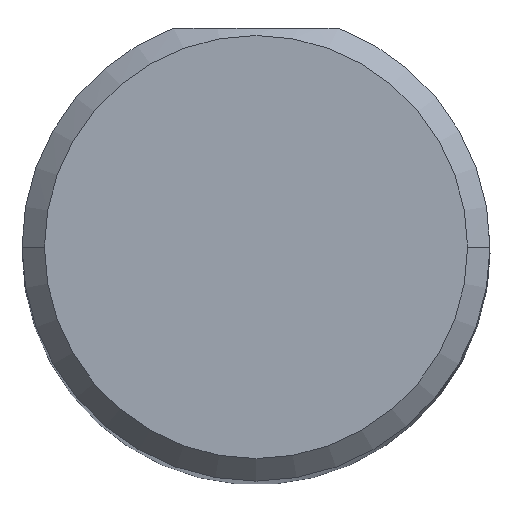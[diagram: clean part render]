
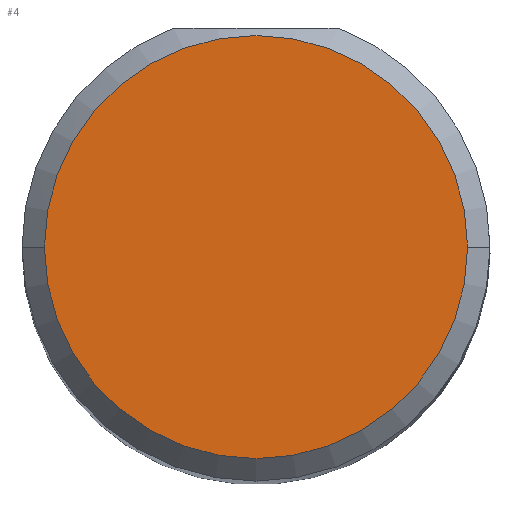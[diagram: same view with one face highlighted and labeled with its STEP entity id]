
A CAD part, top view. The second image highlights one B-rep face of the part: STEP entity #4.
In plain terms, the highlighted planar face has unit normal (0, 0, 1).
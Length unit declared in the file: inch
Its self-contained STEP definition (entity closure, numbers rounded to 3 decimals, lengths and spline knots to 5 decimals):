
#4 = ADVANCED_FACE ( 'NONE', ( #392 ), #87, .T. ) ;
#38 = DIRECTION ( 'NONE',  ( 0., 0., 1. ) ) ;
#41 = DIRECTION ( 'NONE',  ( 1., 0., 0. ) ) ;
#49 = EDGE_CURVE ( 'NONE', #224, #82, #141, .T. ) ;
#82 = VERTEX_POINT ( 'NONE', #239 ) ;
#83 = ORIENTED_EDGE ( 'NONE', *, *, #362, .T. ) ;
#87 = PLANE ( 'NONE',  #390 ) ;
#88 = CARTESIAN_POINT ( 'NONE',  ( 0., 0., 2.5 ) ) ;
#90 = CARTESIAN_POINT ( 'NONE',  ( 0., 0., 2.5 ) ) ;
#141 = CIRCLE ( 'NONE', #161, 0.14125 ) ;
#161 = AXIS2_PLACEMENT_3D ( 'NONE', #272, #38, #263 ) ;
#217 = CARTESIAN_POINT ( 'NONE',  ( -0.14125, 0., 2.5 ) ) ;
#220 = EDGE_LOOP ( 'NONE', ( #381, #83 ) ) ;
#224 = VERTEX_POINT ( 'NONE', #217 ) ;
#239 = CARTESIAN_POINT ( 'NONE',  ( 0.14125, 0., 2.5 ) ) ;
#263 = DIRECTION ( 'NONE',  ( 1., 0., 0. ) ) ;
#272 = CARTESIAN_POINT ( 'NONE',  ( 0., 0., 2.5 ) ) ;
#279 = CIRCLE ( 'NONE', #559, 0.14125 ) ;
#362 = EDGE_CURVE ( 'NONE', #82, #224, #279, .T. ) ;
#381 = ORIENTED_EDGE ( 'NONE', *, *, #49, .T. ) ;
#390 = AXIS2_PLACEMENT_3D ( 'NONE', #90, #429, #41 ) ;
#392 = FACE_OUTER_BOUND ( 'NONE', #220, .T. ) ;
#422 = DIRECTION ( 'NONE',  ( 1., 0., 0. ) ) ;
#429 = DIRECTION ( 'NONE',  ( 0., 0., 1. ) ) ;
#470 = DIRECTION ( 'NONE',  ( 0., 0., 1. ) ) ;
#559 = AXIS2_PLACEMENT_3D ( 'NONE', #88, #470, #422 ) ;
